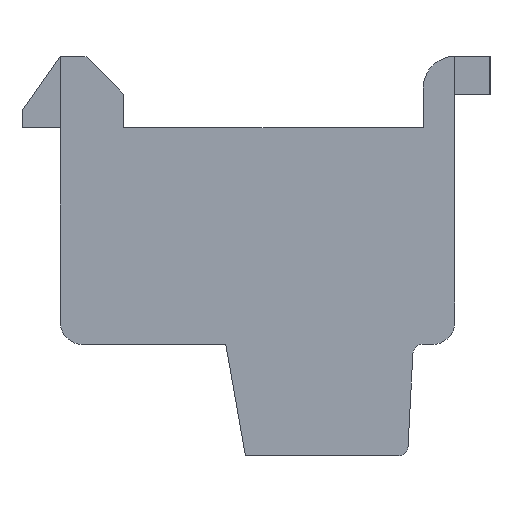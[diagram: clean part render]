
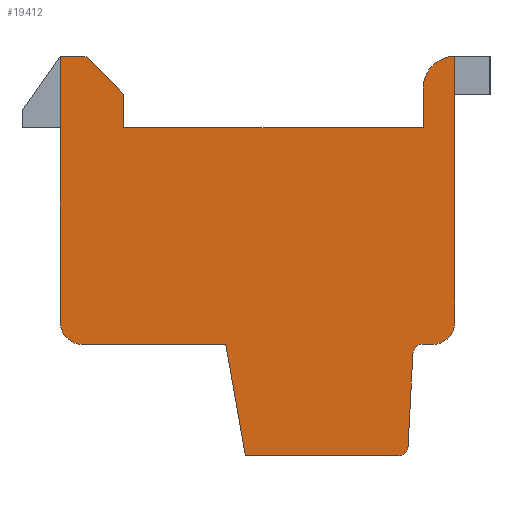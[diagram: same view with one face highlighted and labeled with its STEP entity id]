
A CAD part, left-side view. The second image highlights one B-rep face of the part: STEP entity #19412.
In plain terms, the highlighted planar face has unit normal (-1, 0, 0).
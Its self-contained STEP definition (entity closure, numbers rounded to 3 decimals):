
#1=CARTESIAN_POINT('',(0.,-5.55,-2.075));
#2=DIRECTION('',(1.,0.,0.));
#3=DIRECTION('',(0.,-1.,0.));
#4=AXIS2_PLACEMENT_3D('',#1,#2,#3);
#6=DIRECTION('',(0.,1.,0.));
#7=VECTOR('',#6,0.323);
#8=CARTESIAN_POINT('',(0.,-5.55,-2.775));
#9=LINE('',#8,#7);
#10=CARTESIAN_POINT('',(0.,-5.227,-3.075));
#11=DIRECTION('',(-1.,0.,0.));
#12=DIRECTION('',(0.,0.,1.));
#13=AXIS2_PLACEMENT_3D('',#10,#11,#12);
#15=DIRECTION('',(0.,0.052,-0.999));
#16=VECTOR('',#15,2.904);
#17=CARTESIAN_POINT('',(0.,-4.927,-3.075));
#18=LINE('',#17,#16);
#19=CARTESIAN_POINT('',(0.,-4.475,-5.975));
#20=DIRECTION('',(1.,0.,0.));
#21=DIRECTION('',(0.,-1.,0.));
#22=AXIS2_PLACEMENT_3D('',#19,#20,#21);
#24=DIRECTION('',(0.,1.,0.));
#25=VECTOR('',#24,4.808);
#26=CARTESIAN_POINT('',(0.,-4.475,-6.275));
#27=LINE('',#26,#25);
#28=DIRECTION('',(0.,0.174,0.985));
#29=VECTOR('',#28,3.554);
#30=CARTESIAN_POINT('',(0.,0.333,-6.275));
#31=LINE('',#30,#29);
#32=DIRECTION('',(0.,1.,0.));
#33=VECTOR('',#32,4.5);
#34=CARTESIAN_POINT('',(0.,0.95,-2.775));
#35=LINE('',#34,#33);
#36=CARTESIAN_POINT('',(0.,5.45,-2.075));
#37=DIRECTION('',(1.,0.,0.));
#38=DIRECTION('',(0.,0.,-1.));
#39=AXIS2_PLACEMENT_3D('',#36,#37,#38);
#41=CARTESIAN_POINT('',(0.,6.072,6.125));
#42=DIRECTION('',(1.,0.,0.));
#43=DIRECTION('',(0.,0.521,0.854));
#44=AXIS2_PLACEMENT_3D('',#41,#42,#43);
#46=DIRECTION('',(0.,-1.,0.));
#47=VECTOR('',#46,0.66);
#48=CARTESIAN_POINT('',(0.,6.072,6.275));
#49=LINE('',#48,#47);
#50=CARTESIAN_POINT('',(0.,5.412,6.125));
#51=DIRECTION('',(1.,0.,0.));
#52=DIRECTION('',(0.,0.,1.));
#53=AXIS2_PLACEMENT_3D('',#50,#51,#52);
#55=DIRECTION('',(0.,-0.707,-0.707));
#56=VECTOR('',#55,1.573);
#57=CARTESIAN_POINT('',(0.,5.306,6.231));
#58=LINE('',#57,#56);
#59=CARTESIAN_POINT('',(0.,4.3,5.013));
#60=DIRECTION('',(1.,0.,0.));
#61=DIRECTION('',(0.,-0.707,0.707));
#62=AXIS2_PLACEMENT_3D('',#59,#60,#61);
#64=DIRECTION('',(0.,0.,-1.));
#65=VECTOR('',#64,0.988);
#66=CARTESIAN_POINT('',(0.,4.15,5.013));
#67=LINE('',#66,#65);
#68=DIRECTION('',(0.,-1.,0.));
#69=VECTOR('',#68,9.4);
#70=CARTESIAN_POINT('',(0.,4.15,4.025));
#71=LINE('',#70,#69);
#72=DIRECTION('',(0.,0.,1.));
#73=VECTOR('',#72,1.25);
#74=CARTESIAN_POINT('',(0.,-5.25,4.025));
#75=LINE('',#74,#73);
#76=CARTESIAN_POINT('',(0.,-6.25,5.275));
#77=DIRECTION('',(1.,0.,0.));
#78=DIRECTION('',(0.,1.,0.));
#79=AXIS2_PLACEMENT_3D('',#76,#77,#78);
#465=DIRECTION('',(0.,0.,1.));
#466=VECTOR('',#465,8.35);
#467=CARTESIAN_POINT('',(0.,-6.25,-2.075));
#468=LINE('',#467,#466);
#8929=DIRECTION('',(0.,0.,-1.));
#8930=VECTOR('',#8929,8.328);
#8931=CARTESIAN_POINT('',(0.,6.15,6.253));
#8932=LINE('',#8931,#8930);
#14757=CARTESIAN_POINT('',(0.,6.072,6.275));
#14758=CARTESIAN_POINT('',(0.,5.412,6.275));
#14759=VERTEX_POINT('',#14757);
#14760=VERTEX_POINT('',#14758);
#14761=CARTESIAN_POINT('',(0.,5.306,6.231));
#14762=VERTEX_POINT('',#14761);
#14763=CARTESIAN_POINT('',(0.,4.194,5.119));
#14764=VERTEX_POINT('',#14763);
#14765=CARTESIAN_POINT('',(0.,4.15,5.013));
#14766=VERTEX_POINT('',#14765);
#14767=CARTESIAN_POINT('',(0.,4.15,4.025));
#14768=VERTEX_POINT('',#14767);
#14769=CARTESIAN_POINT('',(0.,-5.25,4.025));
#14770=VERTEX_POINT('',#14769);
#14771=CARTESIAN_POINT('',(0.,-5.25,5.275));
#14772=VERTEX_POINT('',#14771);
#14773=CARTESIAN_POINT('',(0.,-6.25,-2.075));
#14774=CARTESIAN_POINT('',(0.,-5.55,-2.775));
#14775=VERTEX_POINT('',#14773);
#14776=VERTEX_POINT('',#14774);
#14777=CARTESIAN_POINT('',(0.,-5.227,-2.775));
#14778=VERTEX_POINT('',#14777);
#14779=CARTESIAN_POINT('',(0.,-4.927,-3.075));
#14780=VERTEX_POINT('',#14779);
#14781=CARTESIAN_POINT('',(0.,-4.775,-5.975));
#14782=VERTEX_POINT('',#14781);
#14783=CARTESIAN_POINT('',(0.,-4.475,-6.275));
#14784=VERTEX_POINT('',#14783);
#14785=CARTESIAN_POINT('',(0.,0.333,-6.275));
#14786=VERTEX_POINT('',#14785);
#14787=CARTESIAN_POINT('',(0.,0.95,-2.775));
#14788=VERTEX_POINT('',#14787);
#14789=CARTESIAN_POINT('',(0.,5.45,-2.775));
#14790=VERTEX_POINT('',#14789);
#14791=CARTESIAN_POINT('',(0.,6.15,-2.075));
#14792=VERTEX_POINT('',#14791);
#15777=CARTESIAN_POINT('',(0.,6.15,6.253));
#15778=VERTEX_POINT('',#15777);
#15781=CARTESIAN_POINT('',(0.,-6.25,6.275));
#15782=VERTEX_POINT('',#15781);
#19365=CARTESIAN_POINT('',(0.,0.,0.));
#19366=DIRECTION('',(1.,0.,0.));
#19367=DIRECTION('',(0.,-1.,0.));
#19368=AXIS2_PLACEMENT_3D('',#19365,#19366,#19367);
#19369=PLANE('',#19368);
#19371=ORIENTED_EDGE('',*,*,#19370,.F.);
#19373=ORIENTED_EDGE('',*,*,#19372,.T.);
#19375=ORIENTED_EDGE('',*,*,#19374,.T.);
#19377=ORIENTED_EDGE('',*,*,#19376,.T.);
#19379=ORIENTED_EDGE('',*,*,#19378,.T.);
#19381=ORIENTED_EDGE('',*,*,#19380,.T.);
#19383=ORIENTED_EDGE('',*,*,#19382,.T.);
#19385=ORIENTED_EDGE('',*,*,#19384,.T.);
#19387=ORIENTED_EDGE('',*,*,#19386,.T.);
#19389=ORIENTED_EDGE('',*,*,#19388,.T.);
#19391=ORIENTED_EDGE('',*,*,#19390,.F.);
#19393=ORIENTED_EDGE('',*,*,#19392,.T.);
#19395=ORIENTED_EDGE('',*,*,#19394,.T.);
#19397=ORIENTED_EDGE('',*,*,#19396,.T.);
#19399=ORIENTED_EDGE('',*,*,#19398,.T.);
#19401=ORIENTED_EDGE('',*,*,#19400,.T.);
#19403=ORIENTED_EDGE('',*,*,#19402,.T.);
#19405=ORIENTED_EDGE('',*,*,#19404,.T.);
#19407=ORIENTED_EDGE('',*,*,#19406,.T.);
#19409=ORIENTED_EDGE('',*,*,#19408,.T.);
#19410=EDGE_LOOP('',(#19371,#19373,#19375,#19377,#19379,#19381,#19383,#19385,
#19387,#19389,#19391,#19393,#19395,#19397,#19399,#19401,#19403,#19405,#19407,
#19409));
#19411=FACE_OUTER_BOUND('',#19410,.F.);
#19412=ADVANCED_FACE('',(#19411),#19369,.F.);
#5=CIRCLE('',#4,0.7);
#14=CIRCLE('',#13,0.3);
#23=CIRCLE('',#22,0.3);
#40=CIRCLE('',#39,0.7);
#45=CIRCLE('',#44,0.15);
#54=CIRCLE('',#53,0.15);
#63=CIRCLE('',#62,0.15);
#80=CIRCLE('',#79,1.);
#19370=EDGE_CURVE('',#14775,#15782,#468,.T.);
#19372=EDGE_CURVE('',#14775,#14776,#5,.T.);
#19374=EDGE_CURVE('',#14776,#14778,#9,.T.);
#19376=EDGE_CURVE('',#14778,#14780,#14,.T.);
#19378=EDGE_CURVE('',#14780,#14782,#18,.T.);
#19380=EDGE_CURVE('',#14782,#14784,#23,.T.);
#19382=EDGE_CURVE('',#14784,#14786,#27,.T.);
#19384=EDGE_CURVE('',#14786,#14788,#31,.T.);
#19386=EDGE_CURVE('',#14788,#14790,#35,.T.);
#19388=EDGE_CURVE('',#14790,#14792,#40,.T.);
#19390=EDGE_CURVE('',#15778,#14792,#8932,.T.);
#19392=EDGE_CURVE('',#15778,#14759,#45,.T.);
#19394=EDGE_CURVE('',#14759,#14760,#49,.T.);
#19396=EDGE_CURVE('',#14760,#14762,#54,.T.);
#19398=EDGE_CURVE('',#14762,#14764,#58,.T.);
#19400=EDGE_CURVE('',#14764,#14766,#63,.T.);
#19402=EDGE_CURVE('',#14766,#14768,#67,.T.);
#19404=EDGE_CURVE('',#14768,#14770,#71,.T.);
#19406=EDGE_CURVE('',#14770,#14772,#75,.T.);
#19408=EDGE_CURVE('',#14772,#15782,#80,.T.);
